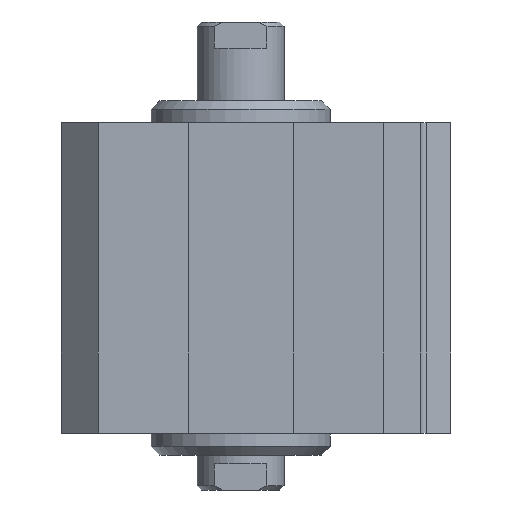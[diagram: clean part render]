
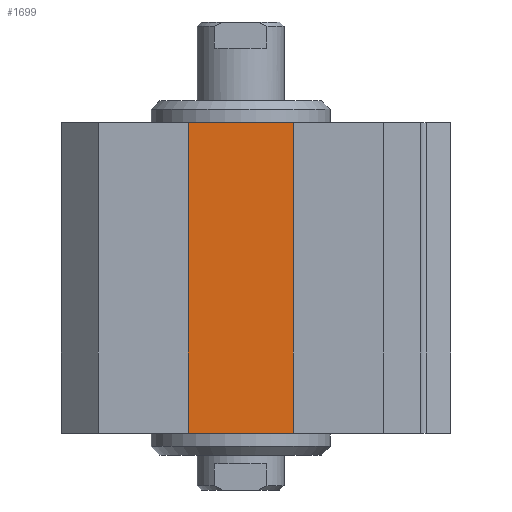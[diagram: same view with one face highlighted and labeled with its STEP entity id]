
A CAD part, left-side view. The second image highlights one B-rep face of the part: STEP entity #1699.
In plain terms, the highlighted planar face has unit normal (-1, 0, 0).
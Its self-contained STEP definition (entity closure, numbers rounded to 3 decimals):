
#42=LINE('',#2598,#168);
#44=LINE('',#2602,#170);
#45=LINE('',#2604,#171);
#46=LINE('',#2605,#172);
#168=VECTOR('',#2142,35.5);
#170=VECTOR('',#2146,16.2);
#171=VECTOR('',#2147,35.5);
#172=VECTOR('',#2148,16.2);
#313=PLANE('',#1856);
#472=FACE_OUTER_BOUND('',#613,.T.);
#613=EDGE_LOOP('',(#1227,#1228,#1229,#1230));
#823=VERTEX_POINT('',#2595);
#824=VERTEX_POINT('',#2597);
#825=VERTEX_POINT('',#2601);
#826=VERTEX_POINT('',#2603);
#982=EDGE_CURVE('',#824,#823,#42,.T.);
#984=EDGE_CURVE('',#823,#825,#44,.T.);
#985=EDGE_CURVE('',#826,#825,#45,.T.);
#986=EDGE_CURVE('',#826,#824,#46,.T.);
#1227=ORIENTED_EDGE('',*,*,#984,.T.);
#1228=ORIENTED_EDGE('',*,*,#985,.F.);
#1229=ORIENTED_EDGE('',*,*,#986,.T.);
#1230=ORIENTED_EDGE('',*,*,#982,.T.);
#1699=ADVANCED_FACE('',(#472),#313,.T.);
#1856=AXIS2_PLACEMENT_3D('',#2600,#2144,#2145);
#2142=DIRECTION('',(0.,0.,-1.));
#2144=DIRECTION('center_axis',(-1.,0.,0.));
#2145=DIRECTION('ref_axis',(0.,0.,1.));
#2146=DIRECTION('',(0.,-1.,0.));
#2147=DIRECTION('',(0.,0.,-1.));
#2148=DIRECTION('',(0.,1.,0.));
#2595=CARTESIAN_POINT('',(-15.,8.1,-35.5));
#2597=CARTESIAN_POINT('',(-15.,8.1,0.));
#2598=CARTESIAN_POINT('',(-15.,8.1,0.));
#2600=CARTESIAN_POINT('Origin',(-15.,8.1,0.));
#2601=CARTESIAN_POINT('',(-15.,-8.1,-35.5));
#2602=CARTESIAN_POINT('',(-15.,-8.1,-35.5));
#2603=CARTESIAN_POINT('',(-15.,-8.1,0.));
#2604=CARTESIAN_POINT('',(-15.,-8.1,0.));
#2605=CARTESIAN_POINT('',(-15.,-8.1,0.));
